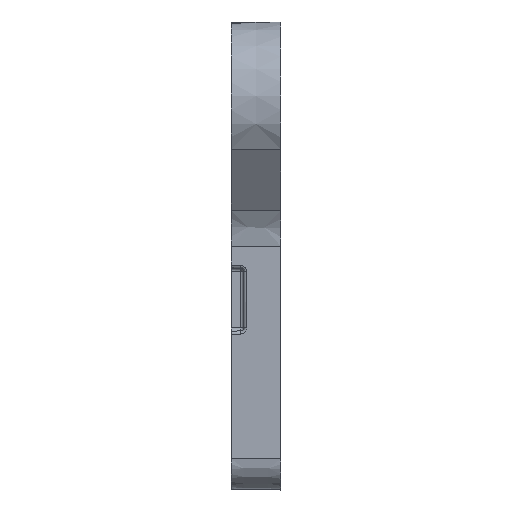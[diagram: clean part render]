
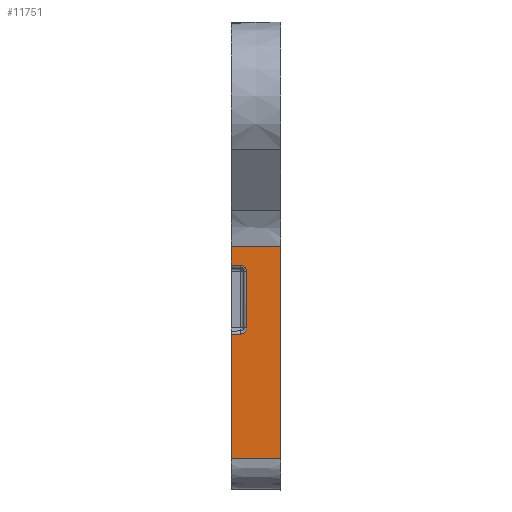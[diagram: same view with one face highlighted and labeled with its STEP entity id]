
A CAD part, left-side view. The second image highlights one B-rep face of the part: STEP entity #11751.
In plain terms, the highlighted planar face has unit normal (-1, 0.018, 0).
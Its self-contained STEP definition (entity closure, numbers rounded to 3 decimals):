
#1683 = DIRECTION ( 'NONE',  ( -0.017, -1., 0. ) ) ;
#1684 = DIRECTION ( 'NONE',  ( -1., 0.017, 0. ) ) ;
#1685 = CARTESIAN_POINT ( 'NONE',  ( -113.5, -8., -45.122 ) ) ;
#1686 = AXIS2_PLACEMENT_3D ( 'NONE', #1685, #1684, #1683 ) ;
#1687 = PLANE ( 'NONE',  #1686 ) ;
#1689 = FACE_OUTER_BOUND ( 'NONE', #11642, .T. ) ;
#1694 = DIRECTION ( 'NONE',  ( 0., 0., 1. ) ) ;
#1695 = VECTOR ( 'NONE', #1694, 1000. ) ;
#1696 = CARTESIAN_POINT ( 'NONE',  ( -113.36, 0., 0. ) ) ;
#1697 = LINE ( 'NONE', #1696, #1695 ) ;
#1698 = DIRECTION ( 'NONE',  ( 0., 0., 1. ) ) ;
#1699 = VECTOR ( 'NONE', #1698, 1000. ) ;
#1700 = CARTESIAN_POINT ( 'NONE',  ( -113.36, 0., 0. ) ) ;
#1701 = LINE ( 'NONE', #1700, #1699 ) ;
#1702 = DIRECTION ( 'NONE',  ( 0.017, 1., 0. ) ) ;
#1703 = VECTOR ( 'NONE', #1702, 1000. ) ;
#1704 = CARTESIAN_POINT ( 'NONE',  ( -113.43, -4., -7.962 ) ) ;
#1705 = LINE ( 'NONE', #1704, #1703 ) ;
#1979 = CARTESIAN_POINT ( 'NONE',  ( -113.5, -8., -42. ) ) ;
#1980 = LINE ( 'NONE', #1979, #2045 ) ;
#2043 = CARTESIAN_POINT ( 'NONE',  ( -113.36, 0., -42. ) ) ;
#2044 = DIRECTION ( 'NONE',  ( -0.017, -1., 0. ) ) ;
#2045 = VECTOR ( 'NONE', #2044, 1000. ) ;
#2786 = DIRECTION ( 'NONE',  ( 0., 0., 1. ) ) ;
#2787 = VECTOR ( 'NONE', #2786, 1000. ) ;
#2788 = CARTESIAN_POINT ( 'NONE',  ( -113.5, -8., -45.122 ) ) ;
#2789 = LINE ( 'NONE', #2788, #2787 ) ;
#2790 = CARTESIAN_POINT ( 'NONE',  ( -113.5, -8., -7.962 ) ) ;
#3171 = CARTESIAN_POINT ( 'NONE',  ( -113.36, 0., -7.962 ) ) ;
#5265 = CARTESIAN_POINT ( 'NONE',  ( -113.404, -2.491, -11.991 ) ) ;
#5266 = CARTESIAN_POINT ( 'NONE',  ( -113.404, -2.491, -11.858 ) ) ;
#5267 = CARTESIAN_POINT ( 'NONE',  ( -113.403, -2.466, -11.732 ) ) ;
#5268 = CARTESIAN_POINT ( 'NONE',  ( -113.402, -2.392, -11.553 ) ) ;
#5269 = CARTESIAN_POINT ( 'NONE',  ( -113.402, -2.361, -11.494 ) ) ;
#5270 = CARTESIAN_POINT ( 'NONE',  ( -113.4, -2.29, -11.387 ) ) ;
#5271 = CARTESIAN_POINT ( 'NONE',  ( -113.4, -2.25, -11.337 ) ) ;
#5272 = CARTESIAN_POINT ( 'NONE',  ( -113.397, -2.114, -11.198 ) ) ;
#5273 = CARTESIAN_POINT ( 'NONE',  ( -113.395, -2.007, -11.125 ) ) ;
#5274 = CARTESIAN_POINT ( 'NONE',  ( -113.392, -1.826, -11.046 ) ) ;
#5275 = CARTESIAN_POINT ( 'NONE',  ( -113.391, -1.766, -11.027 ) ) ;
#5276 = CARTESIAN_POINT ( 'NONE',  ( -113.389, -1.64, -11. ) ) ;
#5277 = CARTESIAN_POINT ( 'NONE',  ( -113.388, -1.575, -10.993 ) ) ;
#5278 = CARTESIAN_POINT ( 'NONE',  ( -113.387, -1.509, -10.992 ) ) ;
#5282 = B_SPLINE_CURVE_WITH_KNOTS ( 'NONE', 3,
 ( #5278, #5277, #5276, #5275, #5274, #5273, #5272, #5271, #5270, #5269, #5268, #5267, #5266, #5318 ),
 .UNSPECIFIED., .F., .F.,
 ( 4, 2, 2, 2, 2, 2, 4 ),
 ( 0., 0.125, 0.25, 0.5, 0.625, 0.75, 1. ),
 .UNSPECIFIED. ) ;
#5318 = CARTESIAN_POINT ( 'NONE',  ( -113.404, -2.491, -11.991 ) ) ;
#5324 = LINE ( 'NONE', #5368, #5367 ) ;
#5325 = CARTESIAN_POINT ( 'NONE',  ( -113.404, -2.491, -21.009 ) ) ;
#5366 = DIRECTION ( 'NONE',  ( 0., 0., -1. ) ) ;
#5367 = VECTOR ( 'NONE', #5366, 1000. ) ;
#5368 = CARTESIAN_POINT ( 'NONE',  ( -113.404, -2.491, -45.122 ) ) ;
#5375 = DIRECTION ( 'NONE',  ( 0.017, 1., -0.017 ) ) ;
#5376 = VECTOR ( 'NONE', #5375, 1000. ) ;
#5377 = CARTESIAN_POINT ( 'NONE',  ( -113.387, -1.509, -22.008 ) ) ;
#5378 = LINE ( 'NONE', #5377, #5376 ) ;
#5422 = CARTESIAN_POINT ( 'NONE',  ( -113.387, -1.509, -22.008 ) ) ;
#10111 = CARTESIAN_POINT ( 'NONE',  ( -113.387, -1.509, -22.008 ) ) ;
#10112 = CARTESIAN_POINT ( 'NONE',  ( -113.389, -1.642, -22.006 ) ) ;
#10113 = CARTESIAN_POINT ( 'NONE',  ( -113.391, -1.767, -21.979 ) ) ;
#10114 = CARTESIAN_POINT ( 'NONE',  ( -113.394, -1.945, -21.902 ) ) ;
#10115 = CARTESIAN_POINT ( 'NONE',  ( -113.395, -2.004, -21.87 ) ) ;
#10116 = CARTESIAN_POINT ( 'NONE',  ( -113.397, -2.11, -21.797 ) ) ;
#10117 = CARTESIAN_POINT ( 'NONE',  ( -113.398, -2.159, -21.756 ) ) ;
#10118 = CARTESIAN_POINT ( 'NONE',  ( -113.4, -2.295, -21.617 ) ) ;
#10119 = CARTESIAN_POINT ( 'NONE',  ( -113.402, -2.366, -21.509 ) ) ;
#10120 = CARTESIAN_POINT ( 'NONE',  ( -113.403, -2.442, -21.326 ) ) ;
#10121 = CARTESIAN_POINT ( 'NONE',  ( -113.403, -2.46, -21.266 ) ) ;
#10122 = CARTESIAN_POINT ( 'NONE',  ( -113.404, -2.485, -21.14 ) ) ;
#10123 = CARTESIAN_POINT ( 'NONE',  ( -113.404, -2.491, -21.075 ) ) ;
#10124 = CARTESIAN_POINT ( 'NONE',  ( -113.404, -2.491, -21.009 ) ) ;
#10127 = B_SPLINE_CURVE_WITH_KNOTS ( 'NONE', 3,
 ( #10124, #10123, #10122, #10121, #10120, #10119, #10118, #10117, #10116, #10115, #10114, #10113, #10112, #10111 ),
 .UNSPECIFIED., .F., .F.,
 ( 4, 2, 2, 2, 2, 2, 4 ),
 ( 0., 0.125, 0.25, 0.5, 0.625, 0.75, 1. ),
 .UNSPECIFIED. ) ;
#10135 = CARTESIAN_POINT ( 'NONE',  ( -113.36, 0., -22.035 ) ) ;
#10177 = CARTESIAN_POINT ( 'NONE',  ( -113.5, -8., -42. ) ) ;
#10282 = CARTESIAN_POINT ( 'NONE',  ( -113.36, 0., -10.965 ) ) ;
#10575 = LINE ( 'NONE', #10628, #10627 ) ;
#10625 = CARTESIAN_POINT ( 'NONE',  ( -113.387, -1.509, -10.992 ) ) ;
#10626 = DIRECTION ( 'NONE',  ( -0.017, -1., -0.018 ) ) ;
#10627 = VECTOR ( 'NONE', #10626, 1000. ) ;
#10628 = CARTESIAN_POINT ( 'NONE',  ( -113.36, 0., -10.965 ) ) ;
#11001 = VERTEX_POINT ( 'NONE', #10135 ) ;
#11002 = EDGE_CURVE ( 'NONE', #11224, #11258, #10127, .T. ) ;
#11040 = VERTEX_POINT ( 'NONE', #10177 ) ;
#11086 = VERTEX_POINT ( 'NONE', #10282 ) ;
#11164 = EDGE_CURVE ( 'NONE', #11086, #11165, #10575, .T. ) ;
#11165 = VERTEX_POINT ( 'NONE', #10625 ) ;
#11177 = VERTEX_POINT ( 'NONE', #5265 ) ;
#11205 = EDGE_CURVE ( 'NONE', #11165, #11177, #5282, .T. ) ;
#11224 = VERTEX_POINT ( 'NONE', #5325 ) ;
#11226 = EDGE_CURVE ( 'NONE', #11177, #11224, #5324, .T. ) ;
#11241 = EDGE_CURVE ( 'NONE', #11258, #11001, #5378, .T. ) ;
#11258 = VERTEX_POINT ( 'NONE', #5422 ) ;
#11466 = VERTEX_POINT ( 'NONE', #2790 ) ;
#11468 = EDGE_CURVE ( 'NONE', #11040, #11466, #2789, .T. ) ;
#11642 = EDGE_LOOP ( 'NONE', ( #11737, #11739, #11741, #11742, #11743, #11744, #11745, #11746, #11664, #11665 ) ) ;
#11643 = VERTEX_POINT ( 'NONE', #3171 ) ;
#11664 = ORIENTED_EDGE ( 'NONE', *, *, #11904, .T. ) ;
#11665 = ORIENTED_EDGE ( 'NONE', *, *, #11468, .T. ) ;
#11737 = ORIENTED_EDGE ( 'NONE', *, *, #11738, .T. ) ;
#11738 = EDGE_CURVE ( 'NONE', #11466, #11643, #1705, .T. ) ;
#11739 = ORIENTED_EDGE ( 'NONE', *, *, #11740, .F. ) ;
#11740 = EDGE_CURVE ( 'NONE', #11086, #11643, #1701, .T. ) ;
#11741 = ORIENTED_EDGE ( 'NONE', *, *, #11164, .T. ) ;
#11742 = ORIENTED_EDGE ( 'NONE', *, *, #11205, .T. ) ;
#11743 = ORIENTED_EDGE ( 'NONE', *, *, #11226, .T. ) ;
#11744 = ORIENTED_EDGE ( 'NONE', *, *, #11002, .T. ) ;
#11745 = ORIENTED_EDGE ( 'NONE', *, *, #11241, .T. ) ;
#11746 = ORIENTED_EDGE ( 'NONE', *, *, #11747, .F. ) ;
#11747 = EDGE_CURVE ( 'NONE', #11905, #11001, #1697, .T. ) ;
#11751 = ADVANCED_FACE ( 'NONE', ( #1689 ), #1687, .T. ) ;
#11904 = EDGE_CURVE ( 'NONE', #11905, #11040, #1980, .T. ) ;
#11905 = VERTEX_POINT ( 'NONE', #2043 ) ;
